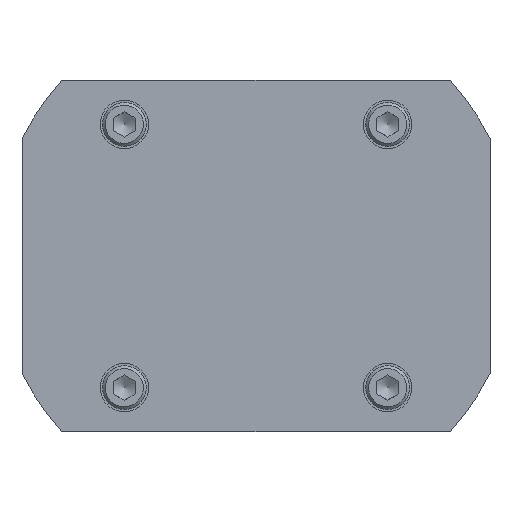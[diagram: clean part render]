
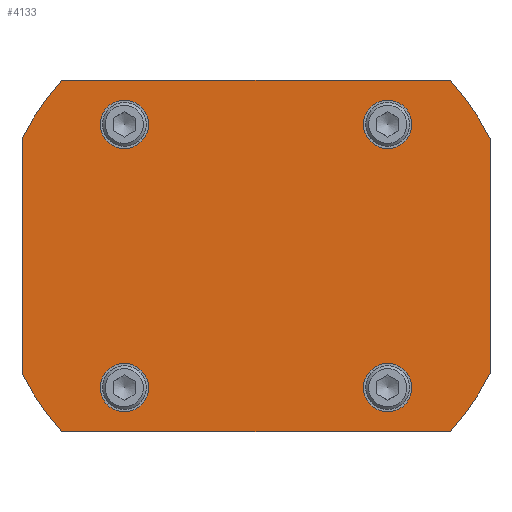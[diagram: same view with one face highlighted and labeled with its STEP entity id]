
A CAD part, front view. The second image highlights one B-rep face of the part: STEP entity #4133.
In plain terms, the highlighted planar face has unit normal (0, -1, 0).
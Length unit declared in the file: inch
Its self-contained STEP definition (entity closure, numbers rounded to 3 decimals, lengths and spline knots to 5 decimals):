
#3614=CARTESIAN_POINT('',(-2.0,0.0,-1.00431));
#3615=VERTEX_POINT('',#3614);
#3622=CARTESIAN_POINT('',(-2.0,0.0,1.00431));
#3623=VERTEX_POINT('',#3622);
#3624=CARTESIAN_POINT('',(-2.0,0.0,1.00431));
#3625=DIRECTION('',(0.0,0.0,-1.0));
#3626=VECTOR('',#3625,2.00863);
#3627=LINE('',#3624,#3626);
#3628=EDGE_CURVE('',#3623,#3615,#3627,.T.);
#3712=CARTESIAN_POINT('',(2.0,0.0,1.00431));
#3713=VERTEX_POINT('',#3712);
#3720=CARTESIAN_POINT('',(2.0,0.0,-1.00431));
#3721=VERTEX_POINT('',#3720);
#3722=CARTESIAN_POINT('',(2.0,0.0,-1.00431));
#3723=DIRECTION('',(0.0,0.0,1.0));
#3724=VECTOR('',#3723,2.00863);
#3725=LINE('',#3722,#3724);
#3726=EDGE_CURVE('',#3721,#3713,#3725,.T.);
#3775=CARTESIAN_POINT('',(-1.125,0.0,0.9175));
#3776=VERTEX_POINT('',#3775);
#3777=CARTESIAN_POINT('',(-1.125,0.0,1.125));
#3778=DIRECTION('',(0.0,1.0,0.0));
#3779=DIRECTION('',(0.0,0.0,-1.0));
#3780=AXIS2_PLACEMENT_3D('',#3777,#3778,#3779);
#3781=CIRCLE('',#3780,0.2075);
#3782=EDGE_CURVE('',#3776,#3776,#3781,.T.);
#3816=CARTESIAN_POINT('',(-0.9175,0.0,-1.125));
#3817=VERTEX_POINT('',#3816);
#3818=CARTESIAN_POINT('',(-1.125,0.0,-1.125));
#3819=DIRECTION('',(0.0,1.0,0.0));
#3820=DIRECTION('',(1.0,0.0,0.0));
#3821=AXIS2_PLACEMENT_3D('',#3818,#3819,#3820);
#3822=CIRCLE('',#3821,0.2075);
#3823=EDGE_CURVE('',#3817,#3817,#3822,.T.);
#3865=CARTESIAN_POINT('',(1.125,0.0,-0.9175));
#3866=VERTEX_POINT('',#3865);
#3867=CARTESIAN_POINT('',(1.125,0.0,-1.125));
#3868=DIRECTION('',(0.0,1.0,0.0));
#3869=DIRECTION('',(0.0,0.0,1.0));
#3870=AXIS2_PLACEMENT_3D('',#3867,#3868,#3869);
#3871=CIRCLE('',#3870,0.2075);
#3872=EDGE_CURVE('',#3866,#3866,#3871,.T.);
#3914=CARTESIAN_POINT('',(0.9175,0.0,1.125));
#3915=VERTEX_POINT('',#3914);
#3916=CARTESIAN_POINT('',(1.125,0.0,1.125));
#3917=DIRECTION('',(0.0,1.0,0.0));
#3918=DIRECTION('',(-1.0,0.0,0.0));
#3919=AXIS2_PLACEMENT_3D('',#3916,#3917,#3918);
#3920=CIRCLE('',#3919,0.2075);
#3921=EDGE_CURVE('',#3915,#3915,#3920,.T.);
#3943=CARTESIAN_POINT('',(1.66092,0.0,1.5));
#3944=VERTEX_POINT('',#3943);
#3951=CARTESIAN_POINT('',(0.0,0.0,0.0));
#3952=DIRECTION('',(0.0,-1.0,0.0));
#3953=DIRECTION('',(-0.742,0.0,-0.67));
#3954=AXIS2_PLACEMENT_3D('',#3951,#3952,#3953);
#3955=CIRCLE('',#3954,2.238);
#3956=EDGE_CURVE('',#3713,#3944,#3955,.T.);
#3982=CARTESIAN_POINT('',(-1.66092,0.0,1.5));
#3983=VERTEX_POINT('',#3982);
#3990=CARTESIAN_POINT('',(1.66092,0.0,1.5));
#3991=DIRECTION('',(-1.0,0.0,0.0));
#3992=VECTOR('',#3991,3.32183);
#3993=LINE('',#3990,#3992);
#3994=EDGE_CURVE('',#3944,#3983,#3993,.T.);
#4007=CARTESIAN_POINT('',(0.0,0.0,0.0));
#4008=DIRECTION('',(0.0,-1.,0.0));
#4009=DIRECTION('',(0.894,0.0,-0.449));
#4010=AXIS2_PLACEMENT_3D('',#4007,#4008,#4009);
#4011=CIRCLE('',#4010,2.238);
#4012=EDGE_CURVE('',#3983,#3623,#4011,.T.);
#4024=CARTESIAN_POINT('',(-1.66092,0.0,-1.5));
#4025=VERTEX_POINT('',#4024);
#4032=CARTESIAN_POINT('',(0.0,0.0,0.0));
#4033=DIRECTION('',(0.0,-1.0,0.0));
#4034=DIRECTION('',(0.742,0.0,0.67));
#4035=AXIS2_PLACEMENT_3D('',#4032,#4033,#4034);
#4036=CIRCLE('',#4035,2.238);
#4037=EDGE_CURVE('',#3615,#4025,#4036,.T.);
#4058=CARTESIAN_POINT('',(1.66092,0.0,-1.5));
#4059=VERTEX_POINT('',#4058);
#4066=CARTESIAN_POINT('',(-1.66092,0.0,-1.5));
#4067=DIRECTION('',(1.0,0.0,0.0));
#4068=VECTOR('',#4067,3.32183);
#4069=LINE('',#4066,#4068);
#4070=EDGE_CURVE('',#4025,#4059,#4069,.T.);
#4083=CARTESIAN_POINT('',(0.0,0.0,0.0));
#4084=DIRECTION('',(0.0,-1.,0.0));
#4085=DIRECTION('',(-0.894,0.0,0.449));
#4086=AXIS2_PLACEMENT_3D('',#4083,#4084,#4085);
#4087=CIRCLE('',#4086,2.238);
#4088=EDGE_CURVE('',#4059,#3721,#4087,.T.);
#4106=CARTESIAN_POINT('',(0.,0.0,0.));
#4107=DIRECTION('',(0.0,1.0,0.0));
#4108=DIRECTION('',(0.0,0.0,-1.0));
#4109=AXIS2_PLACEMENT_3D('',#4106,#4107,#4108);
#4110=PLANE('',#4109);
#4111=ORIENTED_EDGE('',*,*,#3726,.T.);
#4112=ORIENTED_EDGE('',*,*,#3956,.T.);
#4113=ORIENTED_EDGE('',*,*,#3994,.T.);
#4114=ORIENTED_EDGE('',*,*,#4012,.T.);
#4115=ORIENTED_EDGE('',*,*,#3628,.T.);
#4116=ORIENTED_EDGE('',*,*,#4037,.T.);
#4117=ORIENTED_EDGE('',*,*,#4070,.T.);
#4118=ORIENTED_EDGE('',*,*,#4088,.T.);
#4119=EDGE_LOOP('',(#4111,#4112,#4113,#4114,#4115,#4116,#4117,#4118));
#4120=FACE_OUTER_BOUND('',#4119,.T.);
#4121=ORIENTED_EDGE('',*,*,#3782,.T.);
#4122=EDGE_LOOP('',(#4121));
#4123=FACE_BOUND('',#4122,.T.);
#4124=ORIENTED_EDGE('',*,*,#3823,.T.);
#4125=EDGE_LOOP('',(#4124));
#4126=FACE_BOUND('',#4125,.T.);
#4127=ORIENTED_EDGE('',*,*,#3872,.T.);
#4128=EDGE_LOOP('',(#4127));
#4129=FACE_BOUND('',#4128,.T.);
#4130=ORIENTED_EDGE('',*,*,#3921,.T.);
#4131=EDGE_LOOP('',(#4130));
#4132=FACE_BOUND('',#4131,.T.);
#4133=ADVANCED_FACE('',(#4120,#4123,#4126,#4129,#4132),#4110,.F.);
